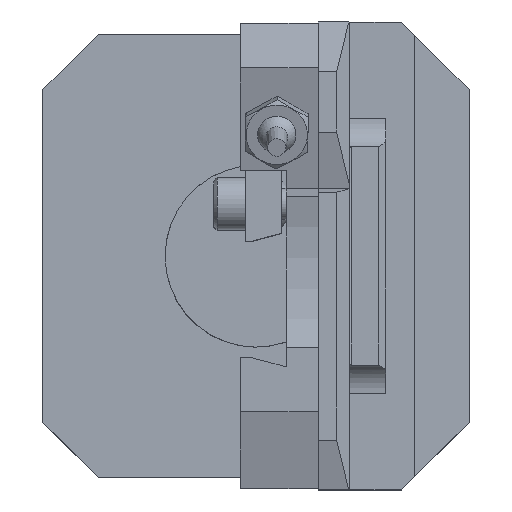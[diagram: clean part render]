
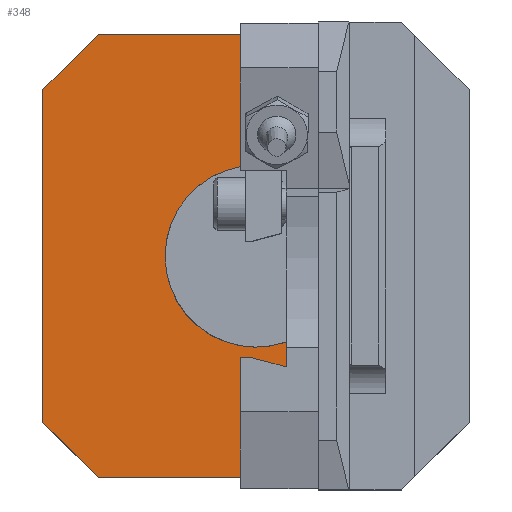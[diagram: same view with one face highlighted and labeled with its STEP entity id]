
A CAD part, top view. The second image highlights one B-rep face of the part: STEP entity #348.
In plain terms, the highlighted planar face has unit normal (0, 0, 1).
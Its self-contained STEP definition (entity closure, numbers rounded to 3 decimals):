
#178=FACE_OUTER_BOUND('',#1435,.T.);
#348=ADVANCED_FACE('',(#178),#543,.F.);
#543=PLANE('',#3494);
#748=LINE('',#4988,#1028);
#750=LINE('',#4992,#1030);
#751=LINE('',#5000,#1031);
#753=LINE('',#5004,#1033);
#755=LINE('',#5008,#1035);
#759=LINE('',#5016,#1039);
#763=LINE('',#5031,#1043);
#764=LINE('',#5032,#1044);
#769=LINE('',#5039,#1049);
#785=LINE('',#5071,#1065);
#789=LINE('',#5079,#1069);
#790=LINE('',#5081,#1070);
#791=LINE('',#5083,#1071);
#792=LINE('',#5085,#1072);
#793=LINE('',#5087,#1073);
#794=LINE('',#5089,#1074);
#1028=VECTOR('',#3978,1.);
#1030=VECTOR('',#3982,1.);
#1031=VECTOR('',#3991,1.);
#1033=VECTOR('',#3995,1.);
#1035=VECTOR('',#3999,1.);
#1039=VECTOR('',#4005,1.);
#1043=VECTOR('',#4021,1.);
#1044=VECTOR('',#4022,1.);
#1049=VECTOR('',#4029,1.);
#1065=VECTOR('',#4057,1.);
#1069=VECTOR('',#4065,1.);
#1070=VECTOR('',#4066,1.);
#1071=VECTOR('',#4067,1.);
#1072=VECTOR('',#4068,1.);
#1073=VECTOR('',#4069,1.);
#1074=VECTOR('',#4070,1.);
#1435=EDGE_LOOP('',(#1969,#1970,#1971,#1972,#1973,#1974,#1975,#1976,#1977,
#1978,#1979,#1980,#1981,#1982,#1983,#1984,#1985,#1986,#1987));
#1969=ORIENTED_EDGE('',*,*,#3018,.T.);
#1970=ORIENTED_EDGE('',*,*,#3024,.T.);
#1971=ORIENTED_EDGE('',*,*,#3030,.T.);
#1972=ORIENTED_EDGE('',*,*,#3016,.F.);
#1973=ORIENTED_EDGE('',*,*,#3012,.T.);
#1974=ORIENTED_EDGE('',*,*,#3010,.T.);
#1975=ORIENTED_EDGE('',*,*,#3008,.T.);
#1976=ORIENTED_EDGE('',*,*,#3022,.T.);
#1977=ORIENTED_EDGE('',*,*,#3004,.F.);
#1978=ORIENTED_EDGE('',*,*,#3002,.T.);
#1979=ORIENTED_EDGE('',*,*,#3025,.T.);
#1980=ORIENTED_EDGE('',*,*,#3021,.T.);
#1981=ORIENTED_EDGE('',*,*,#3046,.T.);
#1982=ORIENTED_EDGE('',*,*,#3050,.F.);
#1983=ORIENTED_EDGE('',*,*,#3051,.F.);
#1984=ORIENTED_EDGE('',*,*,#3052,.F.);
#1985=ORIENTED_EDGE('',*,*,#3053,.F.);
#1986=ORIENTED_EDGE('',*,*,#3054,.F.);
#1987=ORIENTED_EDGE('',*,*,#3055,.T.);
#2634=VERTEX_POINT('',#4916);
#2635=VERTEX_POINT('',#4917);
#2636=VERTEX_POINT('',#4919);
#2637=VERTEX_POINT('',#4922);
#2657=VERTEX_POINT('',#4987);
#2658=VERTEX_POINT('',#4989);
#2662=VERTEX_POINT('',#5001);
#2663=VERTEX_POINT('',#5005);
#2664=VERTEX_POINT('',#5009);
#2665=VERTEX_POINT('',#5013);
#2668=VERTEX_POINT('',#5021);
#2669=VERTEX_POINT('',#5024);
#2670=VERTEX_POINT('',#5029);
#2682=VERTEX_POINT('',#5070);
#2685=VERTEX_POINT('',#5080);
#2686=VERTEX_POINT('',#5082);
#2687=VERTEX_POINT('',#5084);
#2688=VERTEX_POINT('',#5086);
#2689=VERTEX_POINT('',#5088);
#3002=EDGE_CURVE('',#2658,#2657,#748,.T.);
#3004=EDGE_CURVE('',#2658,#2637,#750,.T.);
#3008=EDGE_CURVE('',#2662,#2636,#751,.T.);
#3010=EDGE_CURVE('',#2663,#2662,#753,.T.);
#3012=EDGE_CURVE('',#2664,#2663,#755,.T.);
#3016=EDGE_CURVE('',#2664,#2665,#759,.T.);
#3018=EDGE_CURVE('',#2668,#2635,#3323,.T.);
#3021=EDGE_CURVE('',#2634,#2669,#3324,.T.);
#3022=EDGE_CURVE('',#2636,#2637,#3325,.T.);
#3024=EDGE_CURVE('',#2635,#2670,#763,.T.);
#3025=EDGE_CURVE('',#2657,#2634,#764,.T.);
#3030=EDGE_CURVE('',#2670,#2665,#769,.T.);
#3046=EDGE_CURVE('',#2669,#2682,#785,.T.);
#3050=EDGE_CURVE('',#2685,#2682,#789,.T.);
#3051=EDGE_CURVE('',#2686,#2685,#790,.T.);
#3052=EDGE_CURVE('',#2687,#2686,#791,.T.);
#3053=EDGE_CURVE('',#2688,#2687,#792,.T.);
#3054=EDGE_CURVE('',#2689,#2688,#793,.T.);
#3055=EDGE_CURVE('',#2689,#2668,#794,.T.);
#3323=CIRCLE('',#3481,17.5);
#3324=CIRCLE('',#3482,17.5);
#3325=CIRCLE('',#3483,17.5);
#3481=AXIS2_PLACEMENT_3D('',#5020,#4010,#4011);
#3482=AXIS2_PLACEMENT_3D('',#5025,#4014,#4015);
#3483=AXIS2_PLACEMENT_3D('',#5026,#4016,#4017);
#3494=AXIS2_PLACEMENT_3D('',#5090,#4071,#4072);
#3978=DIRECTION('',(1.,0.,0.));
#3982=DIRECTION('',(0.,-1.,0.));
#3991=DIRECTION('',(0.,1.,0.));
#3995=DIRECTION('',(0.966,-0.259,0.));
#3999=DIRECTION('',(1.,0.,0.));
#4005=DIRECTION('',(0.,-1.,0.));
#4010=DIRECTION('',(0.,0.,-1.));
#4011=DIRECTION('',(0.,-1.,0.));
#4014=DIRECTION('',(0.,0.,-1.));
#4015=DIRECTION('',(0.,-1.,0.));
#4016=DIRECTION('',(0.,0.,-1.));
#4017=DIRECTION('',(0.,-1.,0.));
#4021=DIRECTION('',(0.,-1.,0.));
#4022=DIRECTION('',(0.,-1.,0.));
#4029=DIRECTION('',(-1.,0.,0.));
#4057=DIRECTION('',(0.,1.,0.));
#4065=DIRECTION('',(1.,0.,0.));
#4066=DIRECTION('',(0.707,0.707,0.));
#4067=DIRECTION('',(0.,1.,0.));
#4068=DIRECTION('',(-0.707,0.707,0.));
#4069=DIRECTION('',(-1.,0.,0.));
#4070=DIRECTION('',(0.,1.,0.));
#4071=DIRECTION('',(0.,0.,-1.));
#4072=DIRECTION('',(0.,-1.,0.));
#4916=CARTESIAN_POINT('',(11.,13.611,18.));
#4917=CARTESIAN_POINT('',(11.,-13.611,18.));
#4919=CARTESIAN_POINT('',(5.8,-16.511,18.));
#4922=CARTESIAN_POINT('',(-3.,17.241,18.));
#4987=CARTESIAN_POINT('',(11.,42.401,18.));
#4988=CARTESIAN_POINT('',(4.5,42.401,18.));
#4989=CARTESIAN_POINT('',(-3.,42.401,18.));
#4992=CARTESIAN_POINT('',(-3.,0.,18.));
#5000=CARTESIAN_POINT('',(5.8,-21.38,18.));
#5001=CARTESIAN_POINT('',(5.8,-21.38,18.));
#5004=CARTESIAN_POINT('',(-1.216,-19.5,18.));
#5005=CARTESIAN_POINT('',(-1.216,-19.5,18.));
#5008=CARTESIAN_POINT('',(-5.,-19.5,18.));
#5009=CARTESIAN_POINT('',(-3.,-19.5,18.));
#5013=CARTESIAN_POINT('',(-3.,-42.401,18.));
#5016=CARTESIAN_POINT('',(-3.,0.,18.));
#5020=CARTESIAN_POINT('',(0.,0.,18.));
#5021=CARTESIAN_POINT('',(12.,-12.738,18.));
#5024=CARTESIAN_POINT('',(12.,12.738,18.));
#5025=CARTESIAN_POINT('',(0.,0.,18.));
#5026=CARTESIAN_POINT('',(0.,0.,18.));
#5029=CARTESIAN_POINT('',(11.,-42.401,18.));
#5031=CARTESIAN_POINT('',(11.,0.,18.));
#5032=CARTESIAN_POINT('',(11.,0.,18.));
#5039=CARTESIAN_POINT('',(4.5,-42.401,18.));
#5070=CARTESIAN_POINT('',(12.,42.649,18.));
#5071=CARTESIAN_POINT('',(12.,55.,18.));
#5079=CARTESIAN_POINT('',(41.,42.649,18.));
#5080=CARTESIAN_POINT('',(-30.351,42.649,18.));
#5081=CARTESIAN_POINT('',(-41.,32.,18.));
#5082=CARTESIAN_POINT('',(-41.,32.,18.));
#5083=CARTESIAN_POINT('',(-41.,45.,18.));
#5084=CARTESIAN_POINT('',(-41.,-32.,18.));
#5085=CARTESIAN_POINT('',(-41.,-32.,18.));
#5086=CARTESIAN_POINT('',(-30.351,-42.649,18.));
#5087=CARTESIAN_POINT('',(41.,-42.649,18.));
#5088=CARTESIAN_POINT('',(12.,-42.649,18.));
#5089=CARTESIAN_POINT('',(12.,55.,18.));
#5090=CARTESIAN_POINT('',(-58.,-45.,18.));
